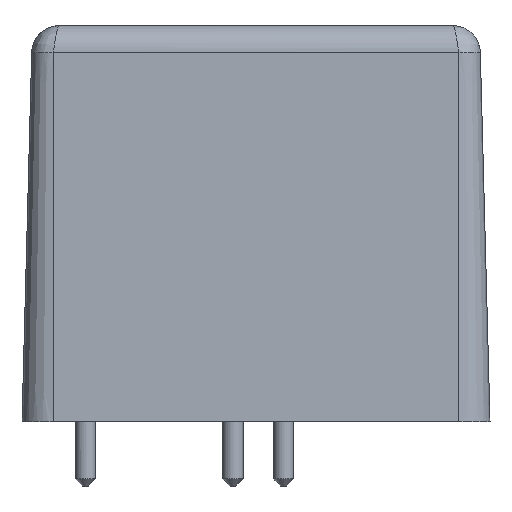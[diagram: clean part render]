
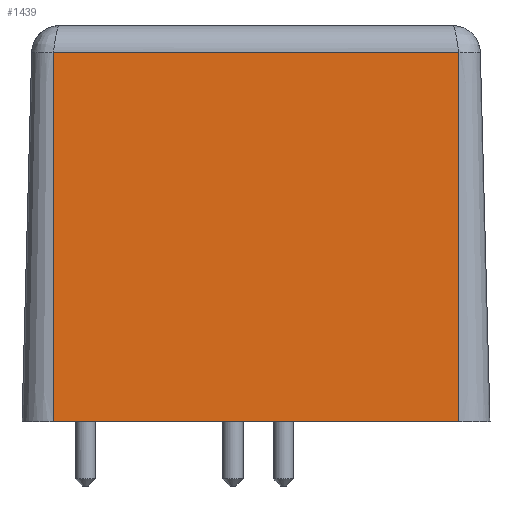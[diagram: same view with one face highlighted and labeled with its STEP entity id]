
A CAD part, left-side view. The second image highlights one B-rep face of the part: STEP entity #1439.
In plain terms, the highlighted planar face has unit normal (-1, 0, 0.026).
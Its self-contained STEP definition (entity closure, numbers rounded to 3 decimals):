
#171=FACE_OUTER_BOUND('',#256,.T.);
#256=EDGE_LOOP('',(#1115,#1116,#1117,#1118));
#371=LINE('',#2455,#527);
#382=LINE('',#2772,#538);
#383=LINE('',#2776,#539);
#384=LINE('',#2777,#540);
#527=VECTOR('',#1828,10.);
#538=VECTOR('',#1857,10.);
#539=VECTOR('',#1862,10.);
#540=VECTOR('',#1863,10.);
#670=VERTEX_POINT('',#2413);
#671=VERTEX_POINT('',#2454);
#680=VERTEX_POINT('',#2771);
#681=VERTEX_POINT('',#2775);
#824=EDGE_CURVE('',#670,#671,#371,.T.);
#844=EDGE_CURVE('',#680,#671,#382,.T.);
#846=EDGE_CURVE('',#681,#670,#383,.T.);
#847=EDGE_CURVE('',#680,#681,#384,.T.);
#1115=ORIENTED_EDGE('',*,*,#824,.F.);
#1116=ORIENTED_EDGE('',*,*,#846,.F.);
#1117=ORIENTED_EDGE('',*,*,#847,.F.);
#1118=ORIENTED_EDGE('',*,*,#844,.T.);
#1367=PLANE('',#1606);
#1439=ADVANCED_FACE('',(#171),#1367,.T.);
#1606=AXIS2_PLACEMENT_3D('',#2774,#1860,#1861);
#1828=DIRECTION('',(0.,-1.,0.));
#1857=DIRECTION('',(0.026,0.,1.));
#1860=DIRECTION('center_axis',(-1.,0.,0.026));
#1861=DIRECTION('ref_axis',(0.,-1.,0.));
#1862=DIRECTION('',(0.026,0.,1.));
#1863=DIRECTION('',(0.,1.,0.));
#2413=CARTESIAN_POINT('',(-22.325,11.,20.039));
#2454=CARTESIAN_POINT('',(-22.325,-11.,20.039));
#2455=CARTESIAN_POINT('',(-22.325,-5.5,20.039));
#2771=CARTESIAN_POINT('',(-22.85,-11.,0.));
#2772=CARTESIAN_POINT('',(-22.85,-11.,0.));
#2774=CARTESIAN_POINT('Origin',(-22.85,-11.,0.));
#2775=CARTESIAN_POINT('',(-22.85,11.,0.));
#2776=CARTESIAN_POINT('',(-22.85,11.,0.));
#2777=CARTESIAN_POINT('',(-22.85,-11.,0.));
